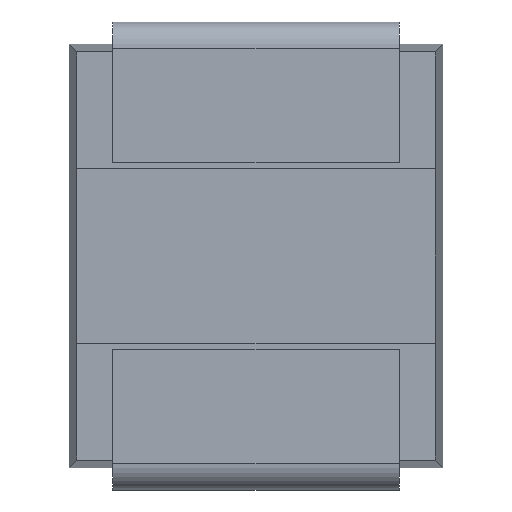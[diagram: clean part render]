
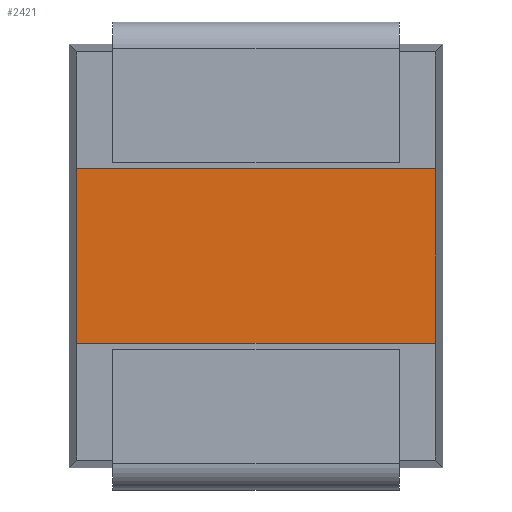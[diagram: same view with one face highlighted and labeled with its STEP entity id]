
A CAD part, front view. The second image highlights one B-rep face of the part: STEP entity #2421.
In plain terms, the highlighted planar face has unit normal (0, -1, 0).
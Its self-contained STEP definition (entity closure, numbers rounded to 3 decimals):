
#53 = CARTESIAN_POINT ( 'NONE',  ( 1.439, 0., 0.7 ) ) ;
#95 = CARTESIAN_POINT ( 'NONE',  ( 0., 0., -0.7 ) ) ;
#180 = CARTESIAN_POINT ( 'NONE',  ( 0., 0., 0.7 ) ) ;
#253 = FACE_OUTER_BOUND ( 'NONE', #697, .T. ) ;
#335 = LINE ( 'NONE', #1471, #1538 ) ;
#357 = EDGE_CURVE ( 'NONE', #1519, #463, #2251, .T. ) ;
#362 = DIRECTION ( 'NONE',  ( -1., 0., 0. ) ) ;
#383 = DIRECTION ( 'NONE',  ( 1., 0., 0. ) ) ;
#430 = LINE ( 'NONE', #609, #985 ) ;
#463 = VERTEX_POINT ( 'NONE', #53 ) ;
#571 = VERTEX_POINT ( 'NONE', #2706 ) ;
#609 = CARTESIAN_POINT ( 'NONE',  ( 1.439, 0., 0. ) ) ;
#697 = EDGE_LOOP ( 'NONE', ( #971, #2044, #1356, #1108 ) ) ;
#971 = ORIENTED_EDGE ( 'NONE', *, *, #1139, .F. ) ;
#985 = VECTOR ( 'NONE', #1059, 1000. ) ;
#1026 = VECTOR ( 'NONE', #383, 1000. ) ;
#1059 = DIRECTION ( 'NONE',  ( 0., 0., -1. ) ) ;
#1101 = PLANE ( 'NONE',  #2433 ) ;
#1106 = EDGE_CURVE ( 'NONE', #571, #2408, #2037, .T. ) ;
#1108 = ORIENTED_EDGE ( 'NONE', *, *, #357, .F. ) ;
#1139 = EDGE_CURVE ( 'NONE', #2408, #1519, #335, .T. ) ;
#1352 = DIRECTION ( 'NONE',  ( 0., 1., 0. ) ) ;
#1356 = ORIENTED_EDGE ( 'NONE', *, *, #1666, .F. ) ;
#1409 = CARTESIAN_POINT ( 'NONE',  ( -1.439, 0., 0.7 ) ) ;
#1471 = CARTESIAN_POINT ( 'NONE',  ( -1.439, 0., 0. ) ) ;
#1519 = VERTEX_POINT ( 'NONE', #1409 ) ;
#1538 = VECTOR ( 'NONE', #2341, 1000. ) ;
#1666 = EDGE_CURVE ( 'NONE', #463, #571, #430, .T. ) ;
#1772 = CARTESIAN_POINT ( 'NONE',  ( 0., 0., 0. ) ) ;
#2037 = LINE ( 'NONE', #95, #2335 ) ;
#2044 = ORIENTED_EDGE ( 'NONE', *, *, #1106, .F. ) ;
#2201 = DIRECTION ( 'NONE',  ( 0., 0., 1. ) ) ;
#2251 = LINE ( 'NONE', #180, #1026 ) ;
#2335 = VECTOR ( 'NONE', #362, 1000. ) ;
#2341 = DIRECTION ( 'NONE',  ( 0., 0., 1. ) ) ;
#2408 = VERTEX_POINT ( 'NONE', #2590 ) ;
#2421 = ADVANCED_FACE ( 'NONE', ( #253 ), #1101, .F. ) ;
#2433 = AXIS2_PLACEMENT_3D ( 'NONE', #1772, #1352, #2201 ) ;
#2590 = CARTESIAN_POINT ( 'NONE',  ( -1.439, 0., -0.7 ) ) ;
#2706 = CARTESIAN_POINT ( 'NONE',  ( 1.439, 0., -0.7 ) ) ;
